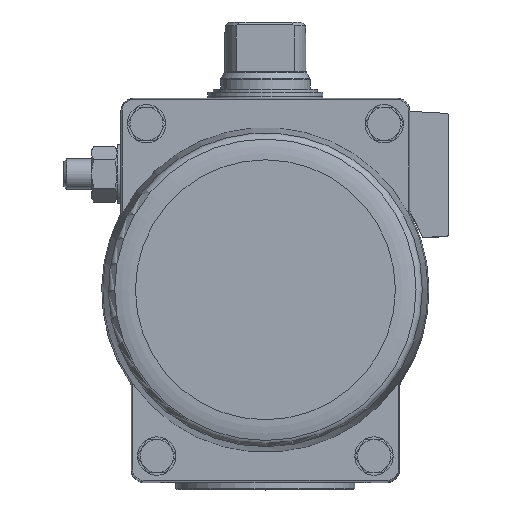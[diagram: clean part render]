
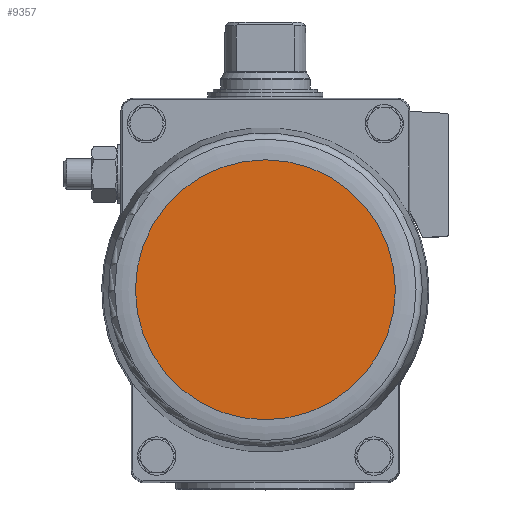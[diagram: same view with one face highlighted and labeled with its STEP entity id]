
A CAD part, top view. The second image highlights one B-rep face of the part: STEP entity #9357.
In plain terms, the highlighted planar face has unit normal (0, 0, 1).
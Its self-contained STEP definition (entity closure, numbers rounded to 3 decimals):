
#3344=ORIENTED_EDGE('',*,*,#5128,.T.);
#5128=EDGE_CURVE('',#6165,#6165,#6762,.T.);
#6165=VERTEX_POINT('',#15794);
#6762=CIRCLE('',#10348,50.85);
#7469=EDGE_LOOP('',(#3344));
#8324=FACE_BOUND('',#7469,.T.);
#8852=PLANE('',#10349);
#9357=ADVANCED_FACE('',(#8324),#8852,.F.);
#10348=AXIS2_PLACEMENT_3D('',#15793,#12516,#12517);
#10349=AXIS2_PLACEMENT_3D('',#15795,#12518,#12519);
#12516=DIRECTION('',(0.,0.,1.));
#12517=DIRECTION('',(1.,0.,0.));
#12518=DIRECTION('',(0.,0.,-1.));
#12519=DIRECTION('',(-1.,0.,0.));
#15793=CARTESIAN_POINT('',(0.,0.,150.7));
#15794=CARTESIAN_POINT('',(50.85,0.,150.7));
#15795=CARTESIAN_POINT('',(50.85,0.,150.7));
